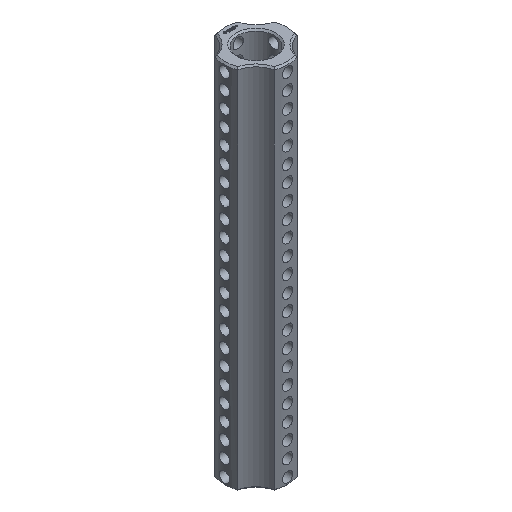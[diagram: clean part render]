
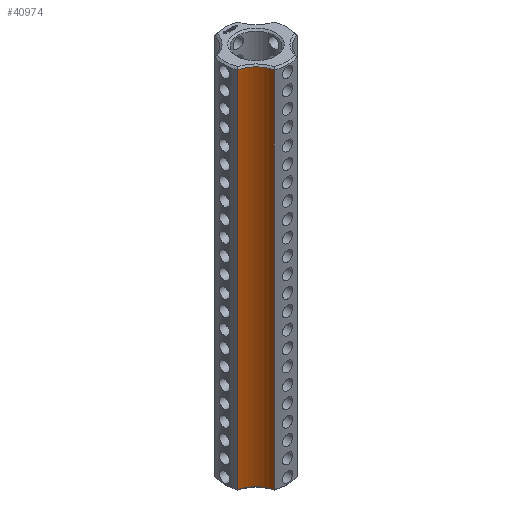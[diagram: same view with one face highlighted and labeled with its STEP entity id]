
A CAD part, isometric view. The second image highlights one B-rep face of the part: STEP entity #40974.
In plain terms, the highlighted cylindrical face has radius 5 mm (diameter 10 mm), a partial arc.
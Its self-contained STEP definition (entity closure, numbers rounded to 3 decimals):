
#5042 = CYLINDRICAL_SURFACE('',#5043,6.25);
#5043 = AXIS2_PLACEMENT_3D('',#5044,#5045,#5046);
#5044 = CARTESIAN_POINT('',(0.,0.,0.));
#5045 = DIRECTION('',(-0.,-0.,-1.));
#5046 = DIRECTION('',(1.,0.,0.));
#10819 = EDGE_CURVE('',#10820,#10822,#10824,.T.);
#10820 = VERTEX_POINT('',#10821);
#10821 = CARTESIAN_POINT('',(-2.225,-5.841,0.3));
#10822 = VERTEX_POINT('',#10823);
#10823 = CARTESIAN_POINT('',(-2.225,-5.841,71.575));
#10824 = SURFACE_CURVE('',#10825,(#10829,#10836),.PCURVE_S1.);
#10825 = LINE('',#10826,#10827);
#10826 = CARTESIAN_POINT('',(-2.225,-5.841,0.));
#10827 = VECTOR('',#10828,1.);
#10828 = DIRECTION('',(0.,0.,1.));
#10829 = PCURVE('',#5042,#10830);
#10830 = DEFINITIONAL_REPRESENTATION('',(#10831),#10835);
#10831 = LINE('',#10832,#10833);
#10832 = CARTESIAN_POINT('',(-4.348,0.));
#10833 = VECTOR('',#10834,1.);
#10834 = DIRECTION('',(-0.,-1.));
#10835 = ( GEOMETRIC_REPRESENTATION_CONTEXT(2) 
PARAMETRIC_REPRESENTATION_CONTEXT() REPRESENTATION_CONTEXT('2D SPACE',''
  ) );
#10836 = PCURVE('',#10837,#10842);
#10837 = CYLINDRICAL_SURFACE('',#10838,5.);
#10838 = AXIS2_PLACEMENT_3D('',#10839,#10840,#10841);
#10839 = CARTESIAN_POINT('',(-7.071,-7.071,0.));
#10840 = DIRECTION('',(-0.,-0.,-1.));
#10841 = DIRECTION('',(1.,0.,0.));
#10842 = DEFINITIONAL_REPRESENTATION('',(#10843),#10847);
#10843 = LINE('',#10844,#10845);
#10844 = CARTESIAN_POINT('',(-0.249,0.));
#10845 = VECTOR('',#10846,1.);
#10846 = DIRECTION('',(-0.,-1.));
#10847 = ( GEOMETRIC_REPRESENTATION_CONTEXT(2) 
PARAMETRIC_REPRESENTATION_CONTEXT() REPRESENTATION_CONTEXT('2D SPACE',''
  ) );
#14821 = CONICAL_SURFACE('',#14822,5.,0.785);
#14822 = AXIS2_PLACEMENT_3D('',#14823,#14824,#14825);
#14823 = CARTESIAN_POINT('',(-7.071,-7.071,0.3));
#14824 = DIRECTION('',(-0.,-0.,-1.));
#14825 = DIRECTION('',(0.969,0.246,0.));
#15053 = CONICAL_SURFACE('',#15054,5.,0.785);
#15054 = AXIS2_PLACEMENT_3D('',#15055,#15056,#15057);
#15055 = CARTESIAN_POINT('',(-7.071,-7.071,71.575));
#15056 = DIRECTION('',(0.,0.,1.));
#15057 = DIRECTION('',(0.969,0.246,0.));
#40974 = ADVANCED_FACE('',(#40975),#10837,.F.);
#40975 = FACE_BOUND('',#40976,.T.);
#40976 = EDGE_LOOP('',(#40977,#40978,#41002,#41030));
#40977 = ORIENTED_EDGE('',*,*,#10819,.T.);
#40978 = ORIENTED_EDGE('',*,*,#40979,.T.);
#40979 = EDGE_CURVE('',#10822,#40980,#40982,.T.);
#40980 = VERTEX_POINT('',#40981);
#40981 = CARTESIAN_POINT('',(-5.841,-2.225,71.575));
#40982 = SURFACE_CURVE('',#40983,(#40988,#40995),.PCURVE_S1.);
#40983 = CIRCLE('',#40984,5.);
#40984 = AXIS2_PLACEMENT_3D('',#40985,#40986,#40987);
#40985 = CARTESIAN_POINT('',(-7.071,-7.071,71.575));
#40986 = DIRECTION('',(0.,-0.,1.));
#40987 = DIRECTION('',(0.969,0.246,0.));
#40988 = PCURVE('',#10837,#40989);
#40989 = DEFINITIONAL_REPRESENTATION('',(#40990),#40994);
#40990 = LINE('',#40991,#40992);
#40991 = CARTESIAN_POINT('',(-0.249,-71.575));
#40992 = VECTOR('',#40993,1.);
#40993 = DIRECTION('',(-1.,0.));
#40994 = ( GEOMETRIC_REPRESENTATION_CONTEXT(2) 
PARAMETRIC_REPRESENTATION_CONTEXT() REPRESENTATION_CONTEXT('2D SPACE',''
  ) );
#40995 = PCURVE('',#15053,#40996);
#40996 = DEFINITIONAL_REPRESENTATION('',(#40997),#41001);
#40997 = LINE('',#40998,#40999);
#40998 = CARTESIAN_POINT('',(0.,0.));
#40999 = VECTOR('',#41000,1.);
#41000 = DIRECTION('',(1.,0.));
#41001 = ( GEOMETRIC_REPRESENTATION_CONTEXT(2) 
PARAMETRIC_REPRESENTATION_CONTEXT() REPRESENTATION_CONTEXT('2D SPACE',''
  ) );
#41002 = ORIENTED_EDGE('',*,*,#41003,.F.);
#41003 = EDGE_CURVE('',#41004,#40980,#41006,.T.);
#41004 = VERTEX_POINT('',#41005);
#41005 = CARTESIAN_POINT('',(-5.841,-2.225,0.3));
#41006 = SURFACE_CURVE('',#41007,(#41011,#41018),.PCURVE_S1.);
#41007 = LINE('',#41008,#41009);
#41008 = CARTESIAN_POINT('',(-5.841,-2.225,0.));
#41009 = VECTOR('',#41010,1.);
#41010 = DIRECTION('',(0.,0.,1.));
#41011 = PCURVE('',#10837,#41012);
#41012 = DEFINITIONAL_REPRESENTATION('',(#41013),#41017);
#41013 = LINE('',#41014,#41015);
#41014 = CARTESIAN_POINT('',(-1.322,0.));
#41015 = VECTOR('',#41016,1.);
#41016 = DIRECTION('',(-0.,-1.));
#41017 = ( GEOMETRIC_REPRESENTATION_CONTEXT(2) 
PARAMETRIC_REPRESENTATION_CONTEXT() REPRESENTATION_CONTEXT('2D SPACE',''
  ) );
#41018 = PCURVE('',#41019,#41024);
#41019 = CYLINDRICAL_SURFACE('',#41020,6.25);
#41020 = AXIS2_PLACEMENT_3D('',#41021,#41022,#41023);
#41021 = CARTESIAN_POINT('',(0.,0.,0.));
#41022 = DIRECTION('',(-0.,-0.,-1.));
#41023 = DIRECTION('',(1.,0.,0.));
#41024 = DEFINITIONAL_REPRESENTATION('',(#41025),#41029);
#41025 = LINE('',#41026,#41027);
#41026 = CARTESIAN_POINT('',(-3.506,0.));
#41027 = VECTOR('',#41028,1.);
#41028 = DIRECTION('',(-0.,-1.));
#41029 = ( GEOMETRIC_REPRESENTATION_CONTEXT(2) 
PARAMETRIC_REPRESENTATION_CONTEXT() REPRESENTATION_CONTEXT('2D SPACE',''
  ) );
#41030 = ORIENTED_EDGE('',*,*,#41031,.F.);
#41031 = EDGE_CURVE('',#10820,#41004,#41032,.T.);
#41032 = SURFACE_CURVE('',#41033,(#41038,#41045),.PCURVE_S1.);
#41033 = CIRCLE('',#41034,5.);
#41034 = AXIS2_PLACEMENT_3D('',#41035,#41036,#41037);
#41035 = CARTESIAN_POINT('',(-7.071,-7.071,0.3));
#41036 = DIRECTION('',(0.,-0.,1.));
#41037 = DIRECTION('',(0.969,0.246,0.));
#41038 = PCURVE('',#10837,#41039);
#41039 = DEFINITIONAL_REPRESENTATION('',(#41040),#41044);
#41040 = LINE('',#41041,#41042);
#41041 = CARTESIAN_POINT('',(-0.249,-0.3));
#41042 = VECTOR('',#41043,1.);
#41043 = DIRECTION('',(-1.,0.));
#41044 = ( GEOMETRIC_REPRESENTATION_CONTEXT(2) 
PARAMETRIC_REPRESENTATION_CONTEXT() REPRESENTATION_CONTEXT('2D SPACE',''
  ) );
#41045 = PCURVE('',#14821,#41046);
#41046 = DEFINITIONAL_REPRESENTATION('',(#41047),#41051);
#41047 = LINE('',#41048,#41049);
#41048 = CARTESIAN_POINT('',(-0.,0.));
#41049 = VECTOR('',#41050,1.);
#41050 = DIRECTION('',(-1.,0.));
#41051 = ( GEOMETRIC_REPRESENTATION_CONTEXT(2) 
PARAMETRIC_REPRESENTATION_CONTEXT() REPRESENTATION_CONTEXT('2D SPACE',''
  ) );
